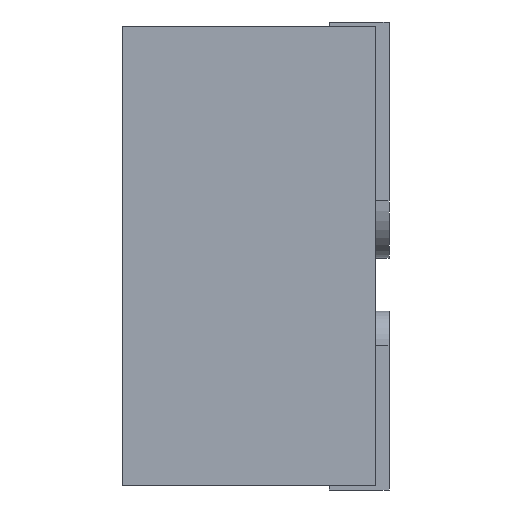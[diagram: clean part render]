
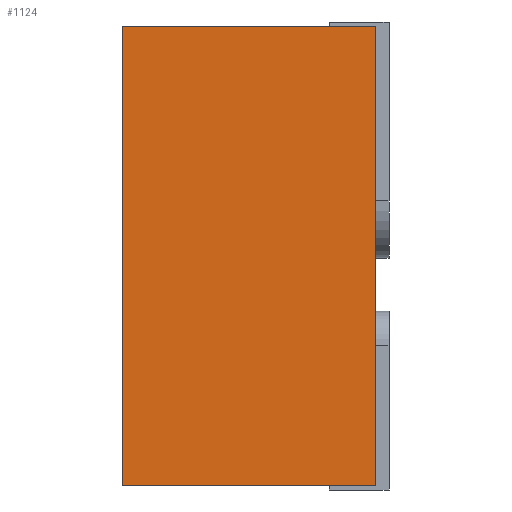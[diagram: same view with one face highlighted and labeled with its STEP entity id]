
A CAD part, left-side view. The second image highlights one B-rep face of the part: STEP entity #1124.
In plain terms, the highlighted planar face has unit normal (-1, 0, 0).
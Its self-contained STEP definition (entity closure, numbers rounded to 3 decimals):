
#93 = CARTESIAN_POINT ( 'NONE',  ( -1.25, 0.55, 0.5 ) ) ;
#449 = CARTESIAN_POINT ( 'NONE',  ( -1.25, 0.55, -0.5 ) ) ;
#809 = EDGE_CURVE ( 'NONE', #1016, #6963, #8600, .T. ) ;
#1012 = ORIENTED_EDGE ( 'NONE', *, *, #1678, .T. ) ;
#1016 = VERTEX_POINT ( 'NONE', #7412 ) ;
#1124 = ADVANCED_FACE ( 'NONE', ( #8649 ), #1374, .F. ) ;
#1228 = ORIENTED_EDGE ( 'NONE', *, *, #8175, .F. ) ;
#1374 = PLANE ( 'NONE',  #5128 ) ;
#1678 = EDGE_CURVE ( 'NONE', #1016, #1689, #2460, .T. ) ;
#1689 = VERTEX_POINT ( 'NONE', #6123 ) ;
#2460 = LINE ( 'NONE', #449, #4938 ) ;
#2771 = DIRECTION ( 'NONE',  ( 0., -1., 0. ) ) ;
#2964 = LINE ( 'NONE', #8595, #3208 ) ;
#3208 = VECTOR ( 'NONE', #11294, 1000. ) ;
#3890 = DIRECTION ( 'NONE',  ( 0., 0., 1. ) ) ;
#4717 = VECTOR ( 'NONE', #3890, 1000. ) ;
#4938 = VECTOR ( 'NONE', #6243, 1000. ) ;
#5128 = AXIS2_PLACEMENT_3D ( 'NONE', #6863, #7783, #10674 ) ;
#5576 = LINE ( 'NONE', #11480, #7189 ) ;
#6123 = CARTESIAN_POINT ( 'NONE',  ( -1.25, 0., -0.5 ) ) ;
#6243 = DIRECTION ( 'NONE',  ( 0., -1., 0. ) ) ;
#6758 = ORIENTED_EDGE ( 'NONE', *, *, #809, .F. ) ;
#6805 = VERTEX_POINT ( 'NONE', #9835 ) ;
#6863 = CARTESIAN_POINT ( 'NONE',  ( -1.25, 0.55, 0.5 ) ) ;
#6963 = VERTEX_POINT ( 'NONE', #7068 ) ;
#7068 = CARTESIAN_POINT ( 'NONE',  ( -1.25, 0.55, 0.5 ) ) ;
#7189 = VECTOR ( 'NONE', #2771, 1000. ) ;
#7412 = CARTESIAN_POINT ( 'NONE',  ( -1.25, 0.55, -0.5 ) ) ;
#7783 = DIRECTION ( 'NONE',  ( 1., 0., 0. ) ) ;
#8175 = EDGE_CURVE ( 'NONE', #6963, #6805, #5576, .T. ) ;
#8595 = CARTESIAN_POINT ( 'NONE',  ( -1.25, 0., 0.5 ) ) ;
#8600 = LINE ( 'NONE', #93, #4717 ) ;
#8649 = FACE_OUTER_BOUND ( 'NONE', #11757, .T. ) ;
#8724 = EDGE_CURVE ( 'NONE', #1689, #6805, #2964, .T. ) ;
#9835 = CARTESIAN_POINT ( 'NONE',  ( -1.25, 0., 0.5 ) ) ;
#10674 = DIRECTION ( 'NONE',  ( 0., 1., 0. ) ) ;
#11294 = DIRECTION ( 'NONE',  ( 0., 0., 1. ) ) ;
#11480 = CARTESIAN_POINT ( 'NONE',  ( -1.25, 0.55, 0.5 ) ) ;
#11757 = EDGE_LOOP ( 'NONE', ( #12220, #1228, #6758, #1012 ) ) ;
#12220 = ORIENTED_EDGE ( 'NONE', *, *, #8724, .T. ) ;
